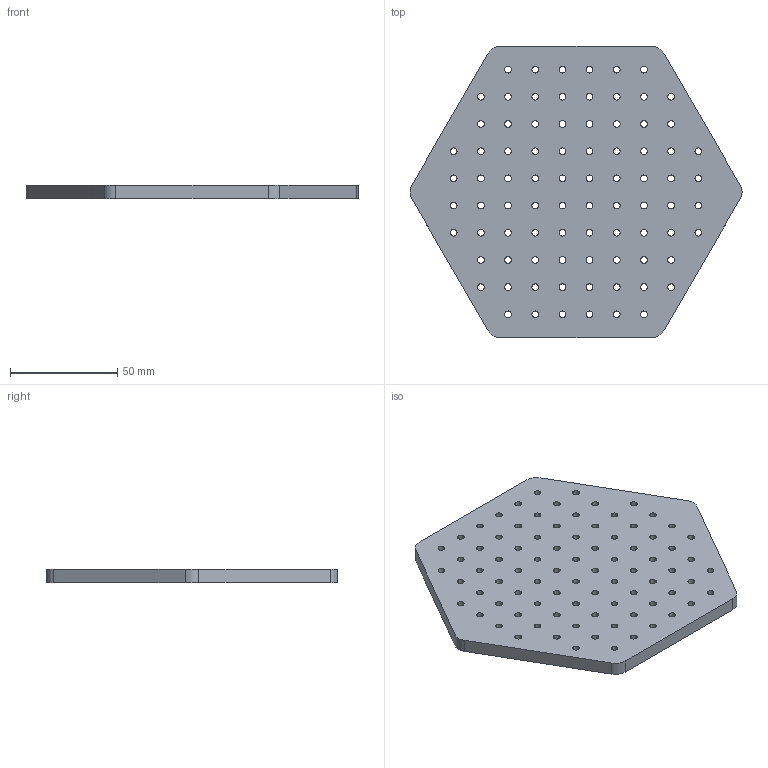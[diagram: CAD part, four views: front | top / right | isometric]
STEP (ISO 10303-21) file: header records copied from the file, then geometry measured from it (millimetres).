
FILE_DESCRIPTION(('CoCreate Modeling STEP Export'),'2;1');
FILE_NAME('back_reflector.stp','2010-05-19T17:24:04',(''),(''),'CoCreate Modeling STEP processor for AP214 (Solid Model)','CoCreate Modeling 16.00A 16-Aug-2008 (C) Parametric Technology GmbH','');
FILE_SCHEMA(('AUTOMOTIVE_DESIGN { 1 0 10303 214 1 1 1 1 }'));
Length unit declared in the file: millimetre
Products named in the file (2): back_reflector
Assembly tree (1 placements, depth 2):
  back_reflector
    back_reflector
Bounding box: 155.04 x 135.97 x 6.35 mm (x, y, z)
Volume: 97367.5 mm3; surface area: 38952.3 mm2
Topology: 1 solids, 1 shells, 182 faces, 540 edges, 360 vertices
Faces by surface type: cylinder 174, plane 8
Entity records: 5433 total; most frequent: ORIENTED_EDGE 1080, CARTESIAN_POINT 832, DIRECTION 752, EDGE_CURVE 540, VERTEX_POINT 360, EDGE_LOOP 350, AXIS2_PLACEMENT_3D 280, VECTOR 192
